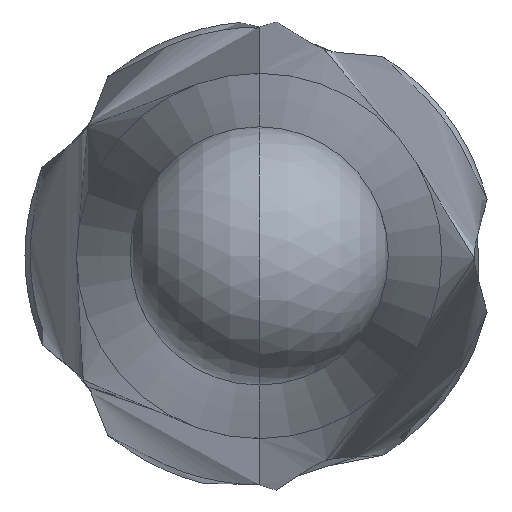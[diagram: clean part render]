
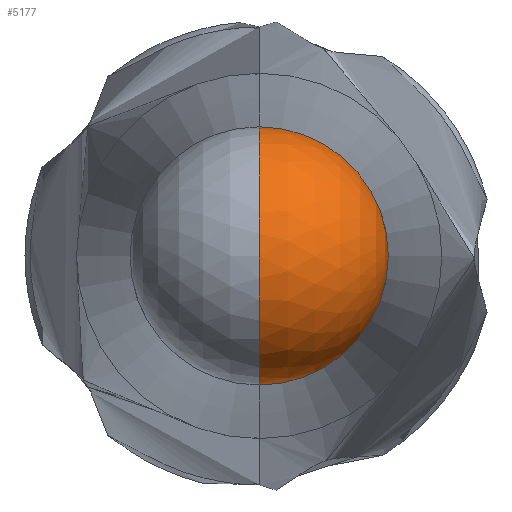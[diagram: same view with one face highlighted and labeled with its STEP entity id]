
A CAD part, left-side view. The second image highlights one B-rep face of the part: STEP entity #5177.
In plain terms, the highlighted spherical face has radius 4.623 mm.
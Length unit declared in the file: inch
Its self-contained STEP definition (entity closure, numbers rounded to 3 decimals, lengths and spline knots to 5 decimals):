
#767 = AXIS2_PLACEMENT_3D ( 'NONE', #16506, #4114, #2543 ) ;
#1114 = EDGE_LOOP ( 'NONE', ( #18715, #12700, #16939 ) ) ;
#1789 = EDGE_CURVE ( 'NONE', #14563, #7662, #20142, .T. ) ;
#2147 = EDGE_CURVE ( 'NONE', #14563, #20138, #8627, .T. ) ;
#2543 = DIRECTION ( 'NONE',  ( 0., 0., -1. ) ) ;
#4114 = DIRECTION ( 'NONE',  ( 0., -1., 0. ) ) ;
#4768 = CARTESIAN_POINT ( 'NONE',  ( -7.7585, 0., 0. ) ) ;
#5177 = ADVANCED_FACE ( 'NONE', ( #12107 ), #10602, .T. ) ;
#5521 = CARTESIAN_POINT ( 'NONE',  ( -7.5765, 0., 0. ) ) ;
#6060 = CARTESIAN_POINT ( 'NONE',  ( -7.5765, 0., 0. ) ) ;
#6705 = DIRECTION ( 'NONE',  ( 0., 0., 1. ) ) ;
#7088 = AXIS2_PLACEMENT_3D ( 'NONE', #5521, #19612, #17844 ) ;
#7646 = AXIS2_PLACEMENT_3D ( 'NONE', #13015, #17854, #6705 ) ;
#7662 = VERTEX_POINT ( 'NONE', #17447 ) ;
#7915 = AXIS2_PLACEMENT_3D ( 'NONE', #6060, #10564, #13966 ) ;
#8627 = CIRCLE ( 'NONE', #7646, 0.182 ) ;
#8970 = CARTESIAN_POINT ( 'NONE',  ( -7.5765, 0., 0.182 ) ) ;
#10564 = DIRECTION ( 'NONE',  ( 1., 0., 0. ) ) ;
#10602 = SPHERICAL_SURFACE ( 'NONE', #7088, 0.182 ) ;
#12107 = FACE_OUTER_BOUND ( 'NONE', #1114, .T. ) ;
#12700 = ORIENTED_EDGE ( 'NONE', *, *, #1789, .T. ) ;
#12736 = EDGE_CURVE ( 'NONE', #20138, #7662, #16957, .T. ) ;
#13015 = CARTESIAN_POINT ( 'NONE',  ( -7.5765, 0., 0. ) ) ;
#13966 = DIRECTION ( 'NONE',  ( 0., 0., -1. ) ) ;
#14563 = VERTEX_POINT ( 'NONE', #4768 ) ;
#16506 = CARTESIAN_POINT ( 'NONE',  ( -7.5765, 0., 0. ) ) ;
#16939 = ORIENTED_EDGE ( 'NONE', *, *, #12736, .F. ) ;
#16957 = CIRCLE ( 'NONE', #7915, 0.182 ) ;
#17447 = CARTESIAN_POINT ( 'NONE',  ( -7.5765, 0., -0.182 ) ) ;
#17844 = DIRECTION ( 'NONE',  ( 0., 0., -1. ) ) ;
#17854 = DIRECTION ( 'NONE',  ( 0., 1., 0. ) ) ;
#18715 = ORIENTED_EDGE ( 'NONE', *, *, #2147, .F. ) ;
#19612 = DIRECTION ( 'NONE',  ( 0., 1., 0. ) ) ;
#20138 = VERTEX_POINT ( 'NONE', #8970 ) ;
#20142 = CIRCLE ( 'NONE', #767, 0.182 ) ;
